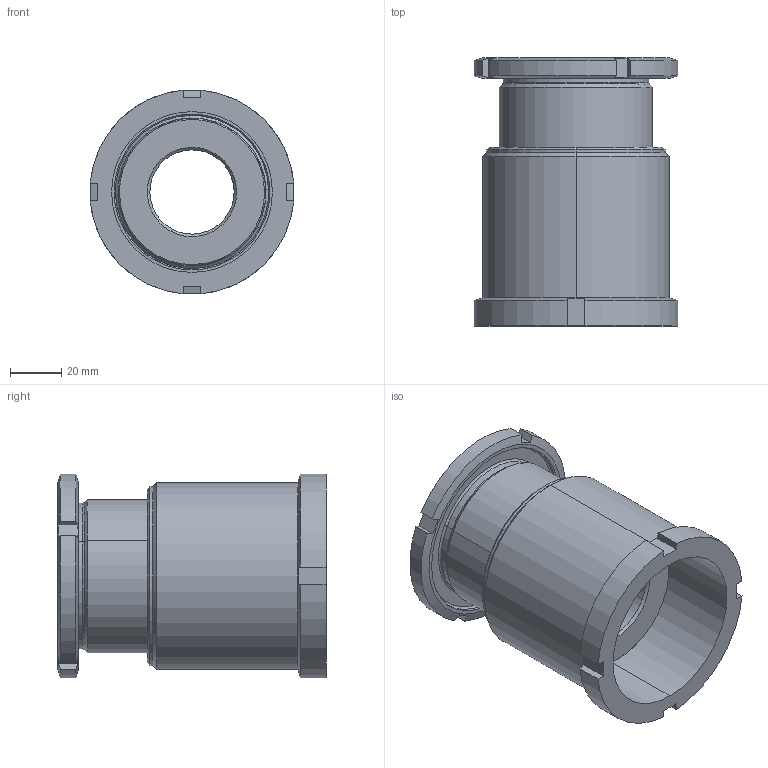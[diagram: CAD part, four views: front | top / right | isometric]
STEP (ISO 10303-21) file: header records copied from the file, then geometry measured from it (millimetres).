
FILE_DESCRIPTION (( 'STEP AP214' ), '1' );
FILE_NAME ('HVS 60-33 0 A1.STEP', '2015-08-18T14:49:07', ( '' ), ( '' ), 'SwSTEP 2.0', 'SolidWorks 2015', '' );
FILE_SCHEMA (( 'AUTOMOTIVE_DESIGN' ));
Length unit declared in the file: millimetre
Products named in the file (3): HVS 60 2-0 A1; HVS 60-33 1-0 A1; HVS 60-33 0 A1
Assembly tree (2 placements, depth 2):
  HVS 60-33 0 A1
    HVS 60 2-0 A1
    HVS 60-33 1-0 A1
Bounding box: 79.85 x 104.96 x 79.85 mm (x, y, z)
Volume: 250040.9 mm3; surface area: 65531 mm2
Topology: 2 solids, 2 shells, 95 faces, 228 edges, 142 vertices
Faces by surface type: plane 33, cylinder 28, cone 24, torus 10
Entity records: 3036 total; most frequent: CARTESIAN_POINT 668, DIRECTION 484, ORIENTED_EDGE 456, EDGE_CURVE 228, AXIS2_PLACEMENT_3D 198, VERTEX_POINT 142, EDGE_LOOP 104, CIRCLE 98
